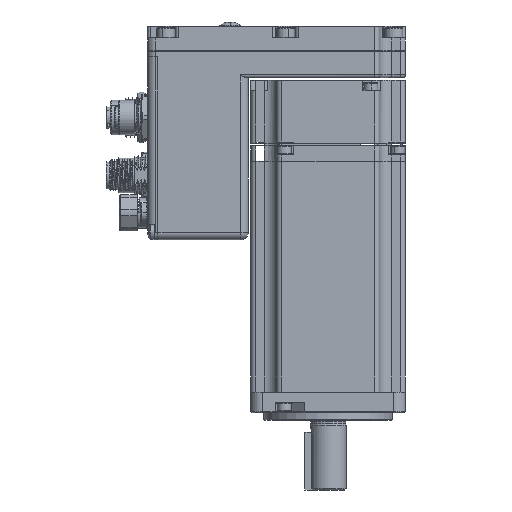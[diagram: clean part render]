
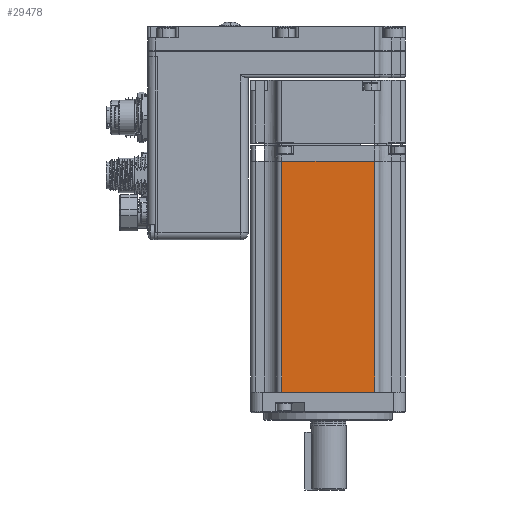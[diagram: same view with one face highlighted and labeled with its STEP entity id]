
A CAD part, front view. The second image highlights one B-rep face of the part: STEP entity #29478.
In plain terms, the highlighted planar face has unit normal (0, -1, 0).
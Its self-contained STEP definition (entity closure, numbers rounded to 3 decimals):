
#5681 = DIRECTION ( 'NONE',  ( 0., 0., 1. ) ) ;
#9232 = ORIENTED_EDGE ( 'NONE', *, *, #14848, .F. ) ;
#13497 = VERTEX_POINT ( 'NONE', #82654 ) ;
#14848 = EDGE_CURVE ( 'NONE', #87230, #13497, #25345, .T. ) ;
#16924 = CARTESIAN_POINT ( 'NONE',  ( 21.433, -30.734, 61. ) ) ;
#18116 = CARTESIAN_POINT ( 'NONE',  ( 57.433, -30.734, -28.5 ) ) ;
#19516 = EDGE_CURVE ( 'NONE', #21310, #13497, #97345, .T. ) ;
#20487 = DIRECTION ( 'NONE',  ( -1., 0., 0. ) ) ;
#21310 = VERTEX_POINT ( 'NONE', #16924 ) ;
#23843 = DIRECTION ( 'NONE',  ( -1., 0., 0. ) ) ;
#25345 = LINE ( 'NONE', #29129, #40835 ) ;
#29129 = CARTESIAN_POINT ( 'NONE',  ( 69.433, -30.734, -28.5 ) ) ;
#29381 = CARTESIAN_POINT ( 'NONE',  ( 21.433, -30.734, 62.25 ) ) ;
#29478 = ADVANCED_FACE ( 'NONE', ( #66960 ), #74828, .F. ) ;
#29914 = EDGE_LOOP ( 'NONE', ( #9232, #44679, #98611, #86378 ) ) ;
#33417 = CARTESIAN_POINT ( 'NONE',  ( 9.433, -30.734, 61. ) ) ;
#33921 = VECTOR ( 'NONE', #5681, 1000. ) ;
#36244 = LINE ( 'NONE', #33417, #74225 ) ;
#36929 = CARTESIAN_POINT ( 'NONE',  ( 19.433, -30.734, 62.25 ) ) ;
#40835 = VECTOR ( 'NONE', #20487, 1000. ) ;
#40918 = EDGE_CURVE ( 'NONE', #87230, #47280, #54189, .T. ) ;
#44679 = ORIENTED_EDGE ( 'NONE', *, *, #40918, .T. ) ;
#47280 = VERTEX_POINT ( 'NONE', #88668 ) ;
#48731 = DIRECTION ( 'NONE',  ( 1., 0., 0. ) ) ;
#51763 = AXIS2_PLACEMENT_3D ( 'NONE', #36929, #90159, #23843 ) ;
#53281 = VECTOR ( 'NONE', #95928, 1000. ) ;
#54189 = LINE ( 'NONE', #73245, #33921 ) ;
#66960 = FACE_OUTER_BOUND ( 'NONE', #29914, .T. ) ;
#73245 = CARTESIAN_POINT ( 'NONE',  ( 57.433, -30.734, 62.25 ) ) ;
#74225 = VECTOR ( 'NONE', #48731, 1000. ) ;
#74828 = PLANE ( 'NONE',  #51763 ) ;
#82654 = CARTESIAN_POINT ( 'NONE',  ( 21.433, -30.734, -28.5 ) ) ;
#84716 = EDGE_CURVE ( 'NONE', #21310, #47280, #36244, .T. ) ;
#86378 = ORIENTED_EDGE ( 'NONE', *, *, #19516, .T. ) ;
#87230 = VERTEX_POINT ( 'NONE', #18116 ) ;
#88668 = CARTESIAN_POINT ( 'NONE',  ( 57.433, -30.734, 61. ) ) ;
#90159 = DIRECTION ( 'NONE',  ( 0., 1., 0. ) ) ;
#95928 = DIRECTION ( 'NONE',  ( 0., 0., -1. ) ) ;
#97345 = LINE ( 'NONE', #29381, #53281 ) ;
#98611 = ORIENTED_EDGE ( 'NONE', *, *, #84716, .F. ) ;
